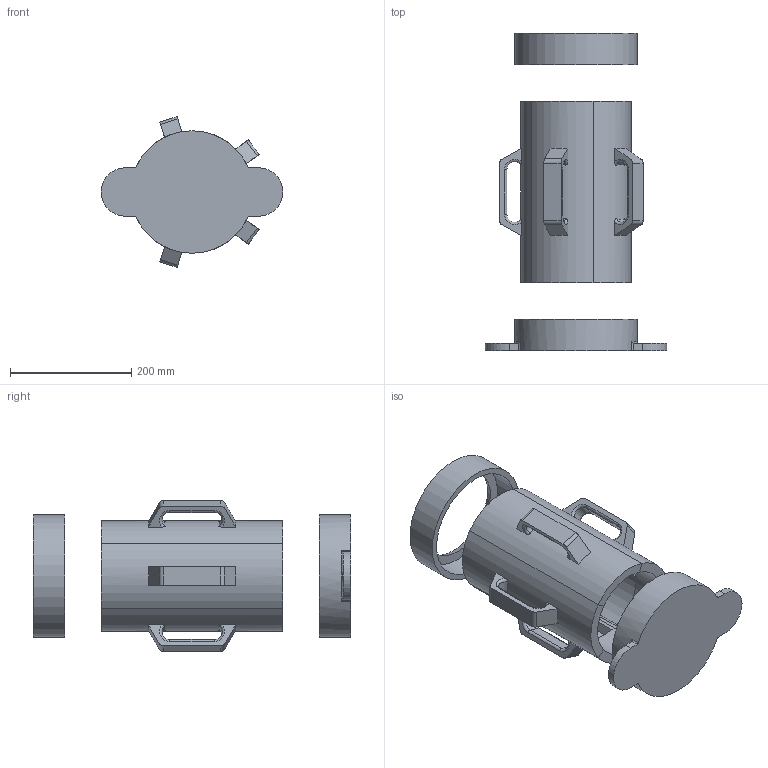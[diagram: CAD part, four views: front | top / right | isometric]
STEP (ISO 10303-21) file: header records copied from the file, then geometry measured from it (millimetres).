
FILE_DESCRIPTION( ( 'STEP Version 203' ), '1' );
FILE_NAME( 'Schalung3.stp', '02/10/20 10:14:58', ( 'Solass' ), ( ' ' ), 'PSStep 21.0.47', 'DesignModeler STEP Output', ' ' );
FILE_SCHEMA( ( 'CONFIG_CONTROL_DESIGN' ) );
Length unit declared in the file: metre
Products named in the file (7): 1; 2; 3; 4; 5; 6; 7
Bounding box: 300 x 524 x 248.94 mm (x, y, z)
Volume: 3176141.5 mm3; surface area: 695322 mm2
Topology: 7 solids, 7 shells, 185 faces, 457 edges, 298 vertices
Faces by surface type: plane 92, cylinder 60, torus 22, cone 11
Full cylindrical faces by diameter (mm): 182.2 x2, 202.2 x2
Entity records: 6172 total; most frequent: CARTESIAN_POINT 1552, DIRECTION 950, ORIENTED_EDGE 902, EDGE_CURVE 451, AXIS2_PLACEMENT_3D 365, VERTEX_POINT 297, LINE 220, VECTOR 220
